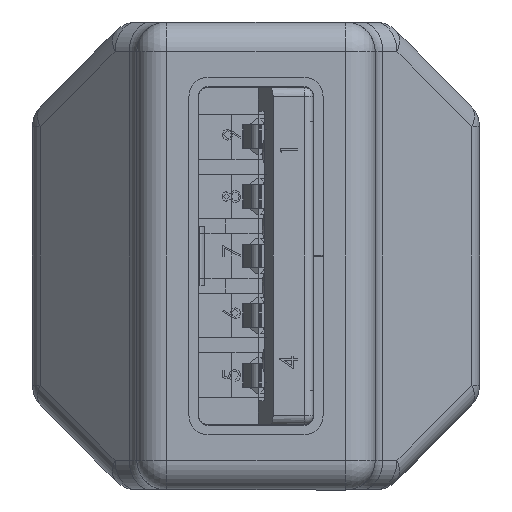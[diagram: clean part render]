
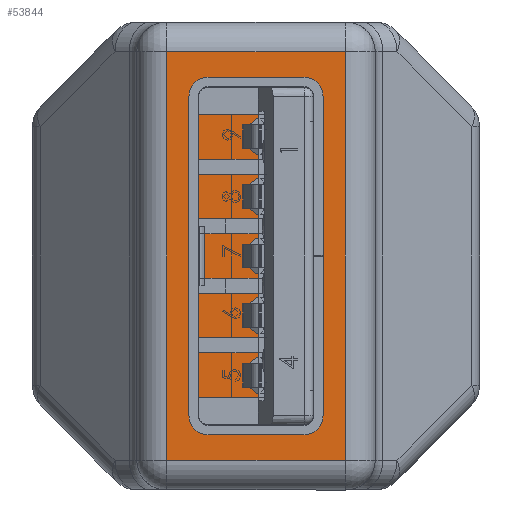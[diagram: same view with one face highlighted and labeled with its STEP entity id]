
A CAD part, left-side view. The second image highlights one B-rep face of the part: STEP entity #53844.
In plain terms, the highlighted face is planar.
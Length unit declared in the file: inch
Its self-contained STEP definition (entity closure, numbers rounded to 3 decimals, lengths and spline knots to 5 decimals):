
#189 = VECTOR ( 'NONE', #21209, 39.37008 ) ;
#1912 = CARTESIAN_POINT ( 'NONE',  ( -0.30906, 0.15748, 0. ) ) ;
#2696 = DIRECTION ( 'NONE',  ( -1., 0., 0. ) ) ;
#3292 = LINE ( 'NONE', #11314, #189 ) ;
#5421 = ORIENTED_EDGE ( 'NONE', *, *, #87819, .T. ) ;
#5602 = DIRECTION ( 'NONE',  ( 0., 1., 0. ) ) ;
#11314 = CARTESIAN_POINT ( 'NONE',  ( 0.26969, 0.15748, 0. ) ) ;
#11803 = DIRECTION ( 'NONE',  ( 0., 0., 1. ) ) ;
#15512 = VERTEX_POINT ( 'NONE', #75034 ) ;
#19529 = LINE ( 'NONE', #112031, #121181 ) ;
#21209 = DIRECTION ( 'NONE',  ( 0., -1., 0. ) ) ;
#24935 = CARTESIAN_POINT ( 'NONE',  ( -0.26969, 0.15748, 0. ) ) ;
#41351 = CARTESIAN_POINT ( 'NONE',  ( -0.30906, -0.11811, 0. ) ) ;
#48441 = VERTEX_POINT ( 'NONE', #61097 ) ;
#49329 = LINE ( 'NONE', #41351, #124771 ) ;
#50631 = AXIS2_PLACEMENT_3D ( 'NONE', #1912, #11803, #80607 ) ;
#51023 = LINE ( 'NONE', #24935, #126442 ) ;
#53844 = ADVANCED_FACE ( 'NONE', ( #112885 ), #119785, .F. ) ;
#54723 = ORIENTED_EDGE ( 'NONE', *, *, #68058, .T. ) ;
#55619 = EDGE_CURVE ( 'NONE', #15512, #77697, #51023, .T. ) ;
#56892 = EDGE_LOOP ( 'NONE', ( #108046, #54723, #5421, #98477 ) ) ;
#61097 = CARTESIAN_POINT ( 'NONE',  ( 0.26969, -0.11811, 0. ) ) ;
#68027 = VERTEX_POINT ( 'NONE', #80120 ) ;
#68058 = EDGE_CURVE ( 'NONE', #68027, #48441, #3292, .T. ) ;
#75034 = CARTESIAN_POINT ( 'NONE',  ( -0.26969, -0.11811, 0. ) ) ;
#77697 = VERTEX_POINT ( 'NONE', #82329 ) ;
#77728 = EDGE_CURVE ( 'NONE', #77697, #68027, #19529, .T. ) ;
#80120 = CARTESIAN_POINT ( 'NONE',  ( 0.26969, 0.11811, 0. ) ) ;
#80607 = DIRECTION ( 'NONE',  ( 1., 0., 0. ) ) ;
#82329 = CARTESIAN_POINT ( 'NONE',  ( -0.26969, 0.11811, 0. ) ) ;
#87819 = EDGE_CURVE ( 'NONE', #48441, #15512, #49329, .T. ) ;
#98477 = ORIENTED_EDGE ( 'NONE', *, *, #55619, .T. ) ;
#108046 = ORIENTED_EDGE ( 'NONE', *, *, #77728, .T. ) ;
#112031 = CARTESIAN_POINT ( 'NONE',  ( 0.30906, 0.11811, 0. ) ) ;
#112885 = FACE_OUTER_BOUND ( 'NONE', #56892, .T. ) ;
#119785 = PLANE ( 'NONE',  #50631 ) ;
#121181 = VECTOR ( 'NONE', #121904, 39.37008 ) ;
#121904 = DIRECTION ( 'NONE',  ( 1., 0., 0. ) ) ;
#124771 = VECTOR ( 'NONE', #2696, 39.37008 ) ;
#126442 = VECTOR ( 'NONE', #5602, 39.37008 ) ;
